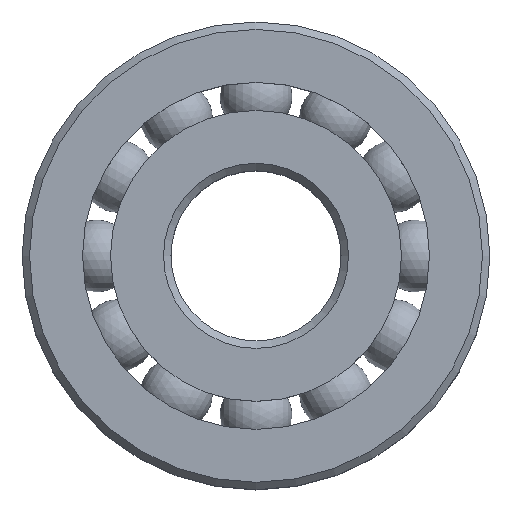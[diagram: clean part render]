
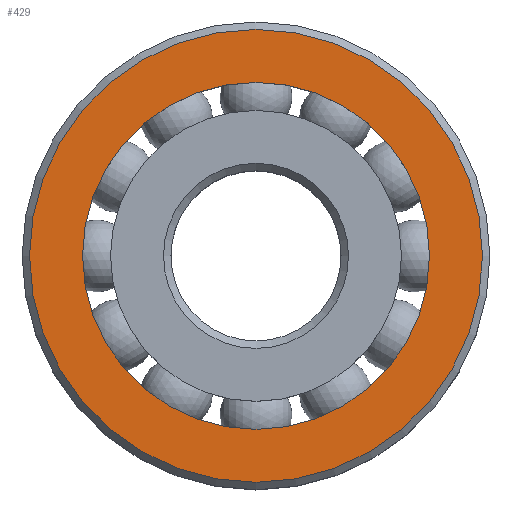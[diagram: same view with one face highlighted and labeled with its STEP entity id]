
A CAD part, top view. The second image highlights one B-rep face of the part: STEP entity #429.
In plain terms, the highlighted planar face has unit normal (0, 0, 1).
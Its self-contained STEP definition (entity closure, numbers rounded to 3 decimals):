
#58=FACE_BOUND('',#108,.T.);
#62=PLANE('',#500);
#78=FACE_OUTER_BOUND('',#107,.T.);
#107=EDGE_LOOP('',(#346,#347));
#108=EDGE_LOOP('',(#348,#349));
#153=CIRCLE('',#479,8.159);
#154=CIRCLE('',#480,8.159);
#166=CIRCLE('',#497,10.65);
#167=CIRCLE('',#498,10.65);
#198=VERTEX_POINT('',#719);
#199=VERTEX_POINT('',#721);
#210=VERTEX_POINT('',#753);
#211=VERTEX_POINT('',#755);
#254=EDGE_CURVE('',#198,#199,#153,.T.);
#255=EDGE_CURVE('',#199,#198,#154,.T.);
#271=EDGE_CURVE('',#211,#210,#166,.T.);
#272=EDGE_CURVE('',#210,#211,#167,.T.);
#346=ORIENTED_EDGE('',*,*,#271,.T.);
#347=ORIENTED_EDGE('',*,*,#272,.T.);
#348=ORIENTED_EDGE('',*,*,#255,.F.);
#349=ORIENTED_EDGE('',*,*,#254,.F.);
#429=ADVANCED_FACE('',(#78,#58),#62,.F.);
#479=AXIS2_PLACEMENT_3D('',#722,#561,#562);
#480=AXIS2_PLACEMENT_3D('',#723,#563,#564);
#497=AXIS2_PLACEMENT_3D('',#756,#601,#602);
#498=AXIS2_PLACEMENT_3D('',#757,#603,#604);
#500=AXIS2_PLACEMENT_3D('',#759,#607,#608);
#561=DIRECTION('center_axis',(0.,0.,1.));
#562=DIRECTION('ref_axis',(1.,0.,0.));
#563=DIRECTION('center_axis',(0.,0.,1.));
#564=DIRECTION('ref_axis',(1.,0.,0.));
#601=DIRECTION('center_axis',(0.,0.,1.));
#602=DIRECTION('ref_axis',(1.,0.,0.));
#603=DIRECTION('center_axis',(0.,0.,1.));
#604=DIRECTION('ref_axis',(1.,0.,0.));
#607=DIRECTION('center_axis',(0.,0.,-1.));
#608=DIRECTION('ref_axis',(-1.,0.,0.));
#719=CARTESIAN_POINT('',(-8.159,0.,3.5));
#721=CARTESIAN_POINT('',(8.159,0.,3.5));
#722=CARTESIAN_POINT('Origin',(0.,0.,3.5));
#723=CARTESIAN_POINT('Origin',(0.,0.,3.5));
#753=CARTESIAN_POINT('',(10.65,0.,3.5));
#755=CARTESIAN_POINT('',(-10.65,0.,3.5));
#756=CARTESIAN_POINT('Origin',(0.,0.,3.5));
#757=CARTESIAN_POINT('Origin',(0.,0.,3.5));
#759=CARTESIAN_POINT('Origin',(0.,10.65,3.5));
